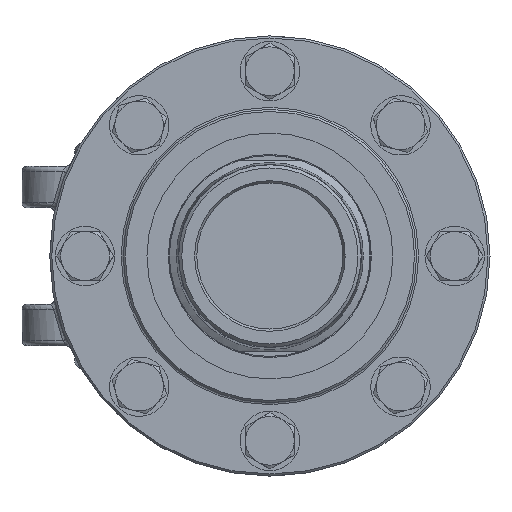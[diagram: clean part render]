
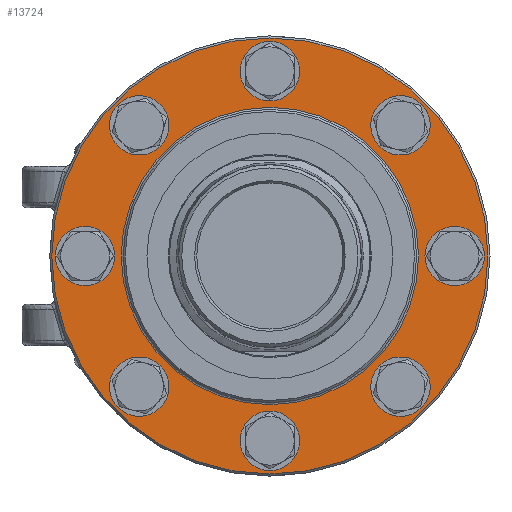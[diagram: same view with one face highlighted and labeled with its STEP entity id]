
A CAD part, left-side view. The second image highlights one B-rep face of the part: STEP entity #13724.
In plain terms, the highlighted planar face has unit normal (-1, 0, 0).
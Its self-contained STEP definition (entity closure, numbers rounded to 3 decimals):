
#414=FACE_BOUND('',#4870,.T.);
#415=FACE_BOUND('',#4871,.T.);
#416=FACE_BOUND('',#4872,.T.);
#417=FACE_BOUND('',#4873,.T.);
#418=FACE_BOUND('',#4874,.T.);
#419=FACE_BOUND('',#4875,.T.);
#420=FACE_BOUND('',#4876,.T.);
#421=FACE_BOUND('',#4877,.T.);
#422=FACE_BOUND('',#4878,.T.);
#1080=CIRCLE('',#14388,11.6);
#1081=CIRCLE('',#14389,11.6);
#1099=CIRCLE('',#14430,11.6);
#1100=CIRCLE('',#14431,11.6);
#1118=CIRCLE('',#14472,11.6);
#1119=CIRCLE('',#14473,11.6);
#1137=CIRCLE('',#14514,11.6);
#1138=CIRCLE('',#14515,11.6);
#1156=CIRCLE('',#14556,11.6);
#1157=CIRCLE('',#14557,11.6);
#1175=CIRCLE('',#14598,11.6);
#1176=CIRCLE('',#14599,11.6);
#1194=CIRCLE('',#14640,11.6);
#1195=CIRCLE('',#14641,11.6);
#1213=CIRCLE('',#14682,11.6);
#1214=CIRCLE('',#14683,11.6);
#1262=CIRCLE('',#14771,58.1);
#1263=CIRCLE('',#14772,58.1);
#1265=CIRCLE('',#14775,85.2);
#1266=CIRCLE('',#14776,85.2);
#1718=PLANE('',#14774);
#4057=FACE_OUTER_BOUND('',#4869,.T.);
#4869=EDGE_LOOP('',(#10300,#10301));
#4870=EDGE_LOOP('',(#10302,#10303));
#4871=EDGE_LOOP('',(#10304,#10305));
#4872=EDGE_LOOP('',(#10306,#10307));
#4873=EDGE_LOOP('',(#10308,#10309));
#4874=EDGE_LOOP('',(#10310,#10311));
#4875=EDGE_LOOP('',(#10312,#10313));
#4876=EDGE_LOOP('',(#10314,#10315));
#4877=EDGE_LOOP('',(#10316,#10317));
#4878=EDGE_LOOP('',(#10318,#10319));
#5994=VERTEX_POINT('',#19073);
#5995=VERTEX_POINT('',#19074);
#6025=VERTEX_POINT('',#19202);
#6026=VERTEX_POINT('',#19203);
#6056=VERTEX_POINT('',#19331);
#6057=VERTEX_POINT('',#19332);
#6087=VERTEX_POINT('',#19460);
#6088=VERTEX_POINT('',#19461);
#6118=VERTEX_POINT('',#19589);
#6119=VERTEX_POINT('',#19590);
#6149=VERTEX_POINT('',#19718);
#6150=VERTEX_POINT('',#19719);
#6180=VERTEX_POINT('',#19847);
#6181=VERTEX_POINT('',#19848);
#6211=VERTEX_POINT('',#19976);
#6212=VERTEX_POINT('',#19977);
#6276=VERTEX_POINT('',#20209);
#6277=VERTEX_POINT('',#20210);
#6278=VERTEX_POINT('',#20215);
#6279=VERTEX_POINT('',#20216);
#7342=EDGE_CURVE('',#5994,#5995,#1080,.T.);
#7343=EDGE_CURVE('',#5995,#5994,#1081,.T.);
#7393=EDGE_CURVE('',#6025,#6026,#1099,.T.);
#7394=EDGE_CURVE('',#6026,#6025,#1100,.T.);
#7444=EDGE_CURVE('',#6056,#6057,#1118,.T.);
#7445=EDGE_CURVE('',#6057,#6056,#1119,.T.);
#7495=EDGE_CURVE('',#6087,#6088,#1137,.T.);
#7496=EDGE_CURVE('',#6088,#6087,#1138,.T.);
#7546=EDGE_CURVE('',#6118,#6119,#1156,.T.);
#7547=EDGE_CURVE('',#6119,#6118,#1157,.T.);
#7597=EDGE_CURVE('',#6149,#6150,#1175,.T.);
#7598=EDGE_CURVE('',#6150,#6149,#1176,.T.);
#7648=EDGE_CURVE('',#6180,#6181,#1194,.T.);
#7649=EDGE_CURVE('',#6181,#6180,#1195,.T.);
#7699=EDGE_CURVE('',#6211,#6212,#1213,.T.);
#7700=EDGE_CURVE('',#6212,#6211,#1214,.T.);
#7799=EDGE_CURVE('',#6276,#6277,#1262,.T.);
#7800=EDGE_CURVE('',#6277,#6276,#1263,.T.);
#7802=EDGE_CURVE('',#6278,#6279,#1265,.T.);
#7803=EDGE_CURVE('',#6279,#6278,#1266,.T.);
#10300=ORIENTED_EDGE('',*,*,#7802,.F.);
#10301=ORIENTED_EDGE('',*,*,#7803,.F.);
#10302=ORIENTED_EDGE('',*,*,#7342,.T.);
#10303=ORIENTED_EDGE('',*,*,#7343,.T.);
#10304=ORIENTED_EDGE('',*,*,#7393,.T.);
#10305=ORIENTED_EDGE('',*,*,#7394,.T.);
#10306=ORIENTED_EDGE('',*,*,#7444,.T.);
#10307=ORIENTED_EDGE('',*,*,#7445,.T.);
#10308=ORIENTED_EDGE('',*,*,#7495,.T.);
#10309=ORIENTED_EDGE('',*,*,#7496,.T.);
#10310=ORIENTED_EDGE('',*,*,#7546,.T.);
#10311=ORIENTED_EDGE('',*,*,#7547,.T.);
#10312=ORIENTED_EDGE('',*,*,#7597,.T.);
#10313=ORIENTED_EDGE('',*,*,#7598,.T.);
#10314=ORIENTED_EDGE('',*,*,#7648,.T.);
#10315=ORIENTED_EDGE('',*,*,#7649,.T.);
#10316=ORIENTED_EDGE('',*,*,#7699,.T.);
#10317=ORIENTED_EDGE('',*,*,#7700,.T.);
#10318=ORIENTED_EDGE('',*,*,#7799,.T.);
#10319=ORIENTED_EDGE('',*,*,#7800,.T.);
#13724=ADVANCED_FACE('',(#4057,#414,#415,#416,#417,#418,#419,#420,#421,
#422),#1718,.T.);
#14388=AXIS2_PLACEMENT_3D('',#19075,#15631,#15632);
#14389=AXIS2_PLACEMENT_3D('',#19076,#15633,#15634);
#14430=AXIS2_PLACEMENT_3D('',#19204,#15735,#15736);
#14431=AXIS2_PLACEMENT_3D('',#19205,#15737,#15738);
#14472=AXIS2_PLACEMENT_3D('',#19333,#15839,#15840);
#14473=AXIS2_PLACEMENT_3D('',#19334,#15841,#15842);
#14514=AXIS2_PLACEMENT_3D('',#19462,#15943,#15944);
#14515=AXIS2_PLACEMENT_3D('',#19463,#15945,#15946);
#14556=AXIS2_PLACEMENT_3D('',#19591,#16047,#16048);
#14557=AXIS2_PLACEMENT_3D('',#19592,#16049,#16050);
#14598=AXIS2_PLACEMENT_3D('',#19720,#16151,#16152);
#14599=AXIS2_PLACEMENT_3D('',#19721,#16153,#16154);
#14640=AXIS2_PLACEMENT_3D('',#19849,#16255,#16256);
#14641=AXIS2_PLACEMENT_3D('',#19850,#16257,#16258);
#14682=AXIS2_PLACEMENT_3D('',#19978,#16359,#16360);
#14683=AXIS2_PLACEMENT_3D('',#19979,#16361,#16362);
#14771=AXIS2_PLACEMENT_3D('',#20211,#16574,#16575);
#14772=AXIS2_PLACEMENT_3D('',#20212,#16576,#16577);
#14774=AXIS2_PLACEMENT_3D('',#20214,#16580,#16581);
#14775=AXIS2_PLACEMENT_3D('',#20217,#16582,#16583);
#14776=AXIS2_PLACEMENT_3D('',#20218,#16584,#16585);
#15631=DIRECTION('center_axis',(1.,0.,0.));
#15632=DIRECTION('ref_axis',(0.,0.707,-0.707));
#15633=DIRECTION('center_axis',(1.,0.,0.));
#15634=DIRECTION('ref_axis',(0.,0.707,-0.707));
#15735=DIRECTION('center_axis',(1.,0.,0.));
#15736=DIRECTION('ref_axis',(0.,0.,
-1.));
#15737=DIRECTION('center_axis',(1.,0.,0.));
#15738=DIRECTION('ref_axis',(0.,0.,
-1.));
#15839=DIRECTION('center_axis',(1.,0.,0.));
#15840=DIRECTION('ref_axis',(0.,-0.707,-0.707));
#15841=DIRECTION('center_axis',(1.,0.,0.));
#15842=DIRECTION('ref_axis',(0.,-0.707,-0.707));
#15943=DIRECTION('center_axis',(1.,0.,0.));
#15944=DIRECTION('ref_axis',(0.,-1.,0.));
#15945=DIRECTION('center_axis',(1.,0.,0.));
#15946=DIRECTION('ref_axis',(0.,-1.,0.));
#16047=DIRECTION('center_axis',(1.,0.,0.));
#16048=DIRECTION('ref_axis',(0.,-0.707,0.707));
#16049=DIRECTION('center_axis',(1.,0.,0.));
#16050=DIRECTION('ref_axis',(0.,-0.707,0.707));
#16151=DIRECTION('center_axis',(1.,0.,0.));
#16152=DIRECTION('ref_axis',(0.,0.,
1.));
#16153=DIRECTION('center_axis',(1.,0.,0.));
#16154=DIRECTION('ref_axis',(0.,0.,
1.));
#16255=DIRECTION('center_axis',(1.,0.,0.));
#16256=DIRECTION('ref_axis',(0.,0.707,0.707));
#16257=DIRECTION('center_axis',(1.,0.,0.));
#16258=DIRECTION('ref_axis',(0.,0.707,0.707));
#16359=DIRECTION('center_axis',(1.,0.,0.));
#16360=DIRECTION('ref_axis',(0.,1.,0.));
#16361=DIRECTION('center_axis',(1.,0.,0.));
#16362=DIRECTION('ref_axis',(0.,1.,0.));
#16574=DIRECTION('center_axis',(1.,0.,0.));
#16575=DIRECTION('ref_axis',(0.,-1.,0.));
#16576=DIRECTION('center_axis',(1.,0.,0.));
#16577=DIRECTION('ref_axis',(0.,-1.,0.));
#16580=DIRECTION('center_axis',(-1.,0.,0.));
#16581=DIRECTION('ref_axis',(0.,0.,
-1.));
#16582=DIRECTION('center_axis',(1.,0.,0.));
#16583=DIRECTION('ref_axis',(0.,-1.,0.));
#16584=DIRECTION('center_axis',(1.,0.,0.));
#16585=DIRECTION('ref_axis',(0.,-1.,0.));
#19073=CARTESIAN_POINT('',(-11.76,59.256,-59.256));
#19074=CARTESIAN_POINT('',(-11.76,42.851,-42.851));
#19075=CARTESIAN_POINT('Origin',(-11.76,51.053,-51.053));
#19076=CARTESIAN_POINT('Origin',(-11.76,51.053,-51.053));
#19202=CARTESIAN_POINT('',(-11.76,0.,-83.8));
#19203=CARTESIAN_POINT('',(-11.76,0.,-60.6));
#19204=CARTESIAN_POINT('Origin',(-11.76,0.,
-72.2));
#19205=CARTESIAN_POINT('Origin',(-11.76,0.,
-72.2));
#19331=CARTESIAN_POINT('',(-11.76,-59.256,-59.256));
#19332=CARTESIAN_POINT('',(-11.76,-42.851,-42.851));
#19333=CARTESIAN_POINT('Origin',(-11.76,-51.053,-51.053));
#19334=CARTESIAN_POINT('Origin',(-11.76,-51.053,-51.053));
#19460=CARTESIAN_POINT('',(-11.76,-83.8,0.));
#19461=CARTESIAN_POINT('',(-11.76,-60.6,0.));
#19462=CARTESIAN_POINT('Origin',(-11.76,-72.2,0.));
#19463=CARTESIAN_POINT('Origin',(-11.76,-72.2,0.));
#19589=CARTESIAN_POINT('',(-11.76,-59.256,59.256));
#19590=CARTESIAN_POINT('',(-11.76,-42.851,42.851));
#19591=CARTESIAN_POINT('Origin',(-11.76,-51.053,51.053));
#19592=CARTESIAN_POINT('Origin',(-11.76,-51.053,51.053));
#19718=CARTESIAN_POINT('',(-11.76,0.,83.8));
#19719=CARTESIAN_POINT('',(-11.76,0.,60.6));
#19720=CARTESIAN_POINT('Origin',(-11.76,0.,
72.2));
#19721=CARTESIAN_POINT('Origin',(-11.76,0.,
72.2));
#19847=CARTESIAN_POINT('',(-11.76,59.256,59.256));
#19848=CARTESIAN_POINT('',(-11.76,42.851,42.851));
#19849=CARTESIAN_POINT('Origin',(-11.76,51.053,51.053));
#19850=CARTESIAN_POINT('Origin',(-11.76,51.053,51.053));
#19976=CARTESIAN_POINT('',(-11.76,83.8,0.));
#19977=CARTESIAN_POINT('',(-11.76,60.6,0.));
#19978=CARTESIAN_POINT('Origin',(-11.76,72.2,0.));
#19979=CARTESIAN_POINT('Origin',(-11.76,72.2,0.));
#20209=CARTESIAN_POINT('',(-11.76,-58.1,0.));
#20210=CARTESIAN_POINT('',(-11.76,0.,-58.1));
#20211=CARTESIAN_POINT('Origin',(-11.76,0.,
0.));
#20212=CARTESIAN_POINT('Origin',(-11.76,0.,
0.));
#20214=CARTESIAN_POINT('Origin',(-11.76,-71.65,0.));
#20215=CARTESIAN_POINT('',(-11.76,-85.2,0.));
#20216=CARTESIAN_POINT('',(-11.76,85.2,0.));
#20217=CARTESIAN_POINT('Origin',(-11.76,0.,
0.));
#20218=CARTESIAN_POINT('Origin',(-11.76,0.,
0.));
